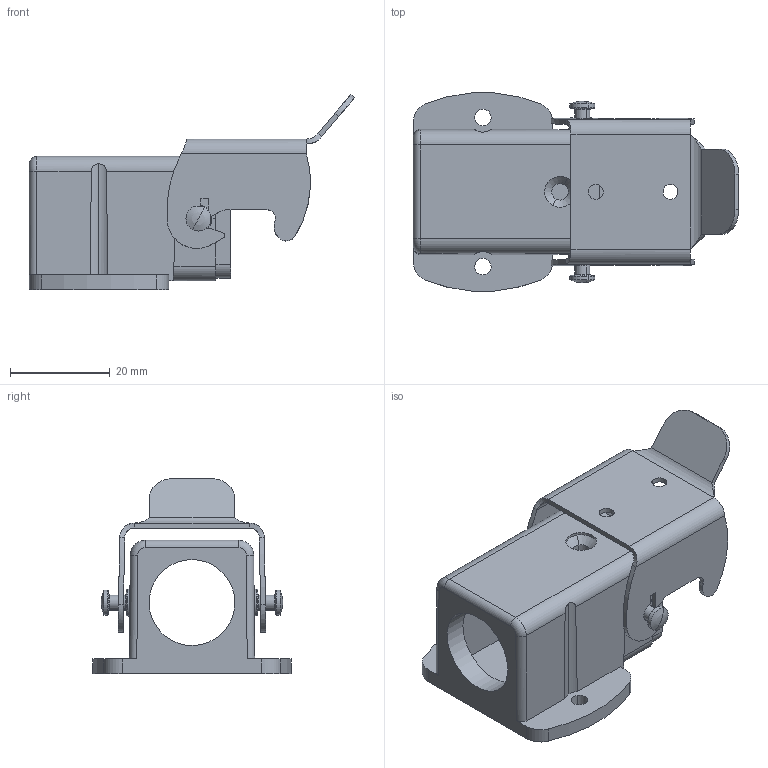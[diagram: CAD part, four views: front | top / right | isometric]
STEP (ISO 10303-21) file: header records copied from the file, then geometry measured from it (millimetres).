
FILE_DESCRIPTION(('CATIA V5R24 STEP','CAx-IF Rec.Pracs.--- Model Styling and Organization---1.2---2011-12-15'),'2;1');
FILE_NAME ('13491011_3', '2018-08-27T07:26:10+00:00', ('Weidmueller Interface'), ('Weidmueller'), 'CATIA Version 5-6 Release 2014 SP4 HF52', 'CATIA V5 STEP AP214', 'none');
FILE_SCHEMA(('AUTOMOTIVE_DESIGN { 1 0 10303 214 1 1 1 1 }'));
Length unit declared in the file: millimetre
Products named in the file (1): 1652490000
Bounding box: 65.42 x 39.81 x 39.28 mm (x, y, z)
Volume: 11083.2 mm3; surface area: 13046.4 mm2
Topology: 1 solids, 1 shells, 183 faces, 484 edges, 306 vertices
Faces by surface type: cylinder 79, plane 75, torus 18, sphere 4, bspline 4, cone 3
Entity records: 5512 total; most frequent: CARTESIAN_POINT 1275, ORIENTED_EDGE 960, DIRECTION 694, EDGE_CURVE 480, VERTEX_POINT 306, AXIS2_PLACEMENT_3D 299, VECTOR 260, LINE 260
